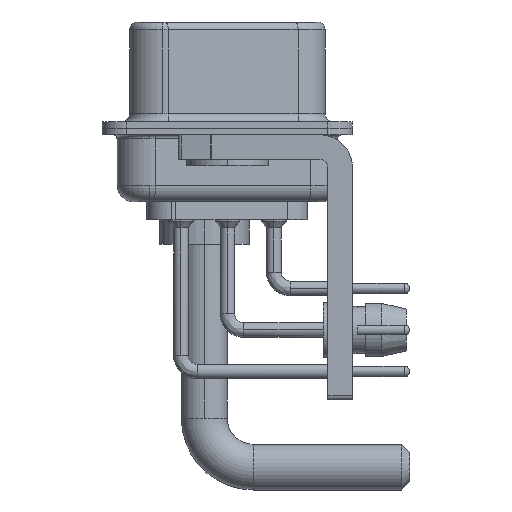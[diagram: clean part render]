
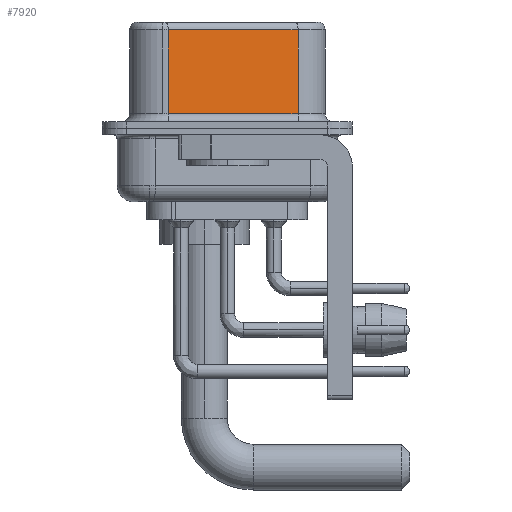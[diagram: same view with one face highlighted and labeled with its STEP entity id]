
A CAD part, left-side view. The second image highlights one B-rep face of the part: STEP entity #7920.
In plain terms, the highlighted planar face has unit normal (-0.985, -0.174, 0).
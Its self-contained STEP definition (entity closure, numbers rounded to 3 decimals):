
#207 = CARTESIAN_POINT ( 'NONE',  ( 5.132, -4.322, 6.52 ) ) ;
#1486 = LINE ( 'NONE', #25441, #7903 ) ;
#2111 = VERTEX_POINT ( 'NONE', #37396 ) ;
#2624 = DIRECTION ( 'NONE',  ( 0., 0., -1. ) ) ;
#3747 = CARTESIAN_POINT ( 'NONE',  ( 5.132, -4.322, 6.52 ) ) ;
#3916 = DIRECTION ( 'NONE',  ( 0.174, -0.985, 0. ) ) ;
#4646 = ORIENTED_EDGE ( 'NONE', *, *, #5650, .T. ) ;
#5192 = VECTOR ( 'NONE', #13329, 1000. ) ;
#5650 = EDGE_CURVE ( 'NONE', #17801, #12160, #34565, .T. ) ;
#7903 = VECTOR ( 'NONE', #3916, 1000. ) ;
#7920 = ADVANCED_FACE ( 'NONE', ( #34717 ), #10363, .F. ) ;
#8059 = ORIENTED_EDGE ( 'NONE', *, *, #14796, .F. ) ;
#8850 = LINE ( 'NONE', #207, #19524 ) ;
#10363 = PLANE ( 'NONE',  #30079 ) ;
#12160 = VERTEX_POINT ( 'NONE', #39084 ) ;
#13329 = DIRECTION ( 'NONE',  ( 0., 0., -1. ) ) ;
#13609 = CARTESIAN_POINT ( 'NONE',  ( 5.132, -4.322, 6.02 ) ) ;
#14021 = EDGE_CURVE ( 'NONE', #33801, #2111, #1486, .T. ) ;
#14796 = EDGE_CURVE ( 'NONE', #17801, #2111, #8850, .T. ) ;
#17801 = VERTEX_POINT ( 'NONE', #34525 ) ;
#19524 = VECTOR ( 'NONE', #2624, 1000. ) ;
#21213 = EDGE_LOOP ( 'NONE', ( #8059, #4646, #27382, #32317 ) ) ;
#22239 = DIRECTION ( 'NONE',  ( 0.985, 0.174, 0. ) ) ;
#25259 = DIRECTION ( 'NONE',  ( -0.174, 0.985, 0. ) ) ;
#25441 = CARTESIAN_POINT ( 'NONE',  ( 5.132, -4.322, 0.9 ) ) ;
#25885 = DIRECTION ( 'NONE',  ( -0.174, 0.985, 0. ) ) ;
#27165 = CARTESIAN_POINT ( 'NONE',  ( 3.73, 3.628, 0.9 ) ) ;
#27382 = ORIENTED_EDGE ( 'NONE', *, *, #39383, .T. ) ;
#28641 = CARTESIAN_POINT ( 'NONE',  ( 3.73, 3.628, 6.52 ) ) ;
#30079 = AXIS2_PLACEMENT_3D ( 'NONE', #3747, #22239, #25259 ) ;
#32317 = ORIENTED_EDGE ( 'NONE', *, *, #14021, .T. ) ;
#33801 = VERTEX_POINT ( 'NONE', #27165 ) ;
#34525 = CARTESIAN_POINT ( 'NONE',  ( 5.132, -4.322, 6.02 ) ) ;
#34565 = LINE ( 'NONE', #13609, #35704 ) ;
#34717 = FACE_OUTER_BOUND ( 'NONE', #21213, .T. ) ;
#35704 = VECTOR ( 'NONE', #25885, 1000. ) ;
#37396 = CARTESIAN_POINT ( 'NONE',  ( 5.132, -4.322, 0.9 ) ) ;
#38678 = LINE ( 'NONE', #28641, #5192 ) ;
#39084 = CARTESIAN_POINT ( 'NONE',  ( 3.73, 3.628, 6.02 ) ) ;
#39383 = EDGE_CURVE ( 'NONE', #12160, #33801, #38678, .T. ) ;
